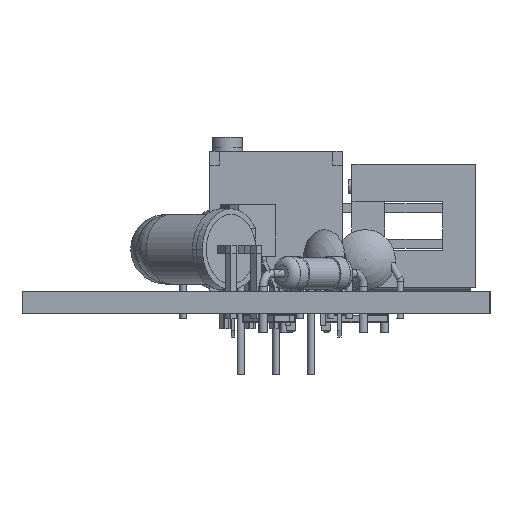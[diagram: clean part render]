
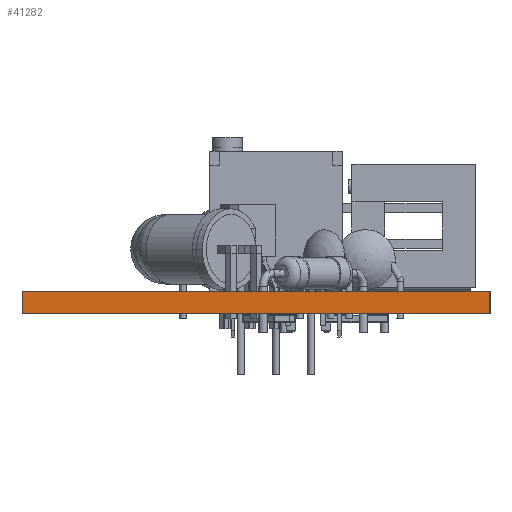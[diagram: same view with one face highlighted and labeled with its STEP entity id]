
A CAD part, left-side view. The second image highlights one B-rep face of the part: STEP entity #41282.
In plain terms, the highlighted planar face has unit normal (-1, 0, 0).
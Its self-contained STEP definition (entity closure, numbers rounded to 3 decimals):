
#41101 = PLANE('',#41102);
#41102 = AXIS2_PLACEMENT_3D('',#41103,#41104,#41105);
#41103 = CARTESIAN_POINT('',(215.862,-58.141,0.));
#41104 = DIRECTION('',(0.,-1.,0.));
#41105 = DIRECTION('',(-1.,0.,0.));
#41126 = VERTEX_POINT('',#41127);
#41127 = CARTESIAN_POINT('',(33.058,-58.141,1.58));
#41141 = PLANE('',#41142);
#41142 = AXIS2_PLACEMENT_3D('',#41143,#41144,#41145);
#41143 = CARTESIAN_POINT('',(124.46,-41.351,1.58));
#41144 = DIRECTION('',(-0.,-0.,-1.));
#41145 = DIRECTION('',(-1.,0.,0.));
#41153 = EDGE_CURVE('',#41154,#41126,#41156,.T.);
#41154 = VERTEX_POINT('',#41155);
#41155 = CARTESIAN_POINT('',(33.058,-58.141,0.));
#41156 = SURFACE_CURVE('',#41157,(#41161,#41168),.PCURVE_S1.);
#41157 = LINE('',#41158,#41159);
#41158 = CARTESIAN_POINT('',(33.058,-58.141,0.));
#41159 = VECTOR('',#41160,1.);
#41160 = DIRECTION('',(0.,0.,1.));
#41161 = PCURVE('',#41101,#41162);
#41162 = DEFINITIONAL_REPRESENTATION('',(#41163),#41167);
#41163 = LINE('',#41164,#41165);
#41164 = CARTESIAN_POINT('',(182.804,0.));
#41165 = VECTOR('',#41166,1.);
#41166 = DIRECTION('',(0.,-1.));
#41167 = ( GEOMETRIC_REPRESENTATION_CONTEXT(2) 
PARAMETRIC_REPRESENTATION_CONTEXT() REPRESENTATION_CONTEXT('2D SPACE',''
  ) );
#41168 = PCURVE('',#41169,#41174);
#41169 = PLANE('',#41170);
#41170 = AXIS2_PLACEMENT_3D('',#41171,#41172,#41173);
#41171 = CARTESIAN_POINT('',(33.058,-58.141,0.));
#41172 = DIRECTION('',(-1.,0.,0.));
#41173 = DIRECTION('',(0.,1.,0.));
#41174 = DEFINITIONAL_REPRESENTATION('',(#41175),#41179);
#41175 = LINE('',#41176,#41177);
#41176 = CARTESIAN_POINT('',(0.,0.));
#41177 = VECTOR('',#41178,1.);
#41178 = DIRECTION('',(0.,-1.));
#41179 = ( GEOMETRIC_REPRESENTATION_CONTEXT(2) 
PARAMETRIC_REPRESENTATION_CONTEXT() REPRESENTATION_CONTEXT('2D SPACE',''
  ) );
#41195 = PLANE('',#41196);
#41196 = AXIS2_PLACEMENT_3D('',#41197,#41198,#41199);
#41197 = CARTESIAN_POINT('',(124.46,-41.351,0.));
#41198 = DIRECTION('',(-0.,-0.,-1.));
#41199 = DIRECTION('',(-1.,0.,0.));
#41228 = PLANE('',#41229);
#41229 = AXIS2_PLACEMENT_3D('',#41230,#41231,#41232);
#41230 = CARTESIAN_POINT('',(33.058,-24.562,0.));
#41231 = DIRECTION('',(0.,1.,0.));
#41232 = DIRECTION('',(1.,0.,0.));
#41282 = ADVANCED_FACE('',(#41283),#41169,.T.);
#41283 = FACE_BOUND('',#41284,.T.);
#41284 = EDGE_LOOP('',(#41285,#41286,#41309,#41332));
#41285 = ORIENTED_EDGE('',*,*,#41153,.T.);
#41286 = ORIENTED_EDGE('',*,*,#41287,.T.);
#41287 = EDGE_CURVE('',#41126,#41288,#41290,.T.);
#41288 = VERTEX_POINT('',#41289);
#41289 = CARTESIAN_POINT('',(33.058,-24.562,1.58));
#41290 = SURFACE_CURVE('',#41291,(#41295,#41302),.PCURVE_S1.);
#41291 = LINE('',#41292,#41293);
#41292 = CARTESIAN_POINT('',(33.058,-58.141,1.58));
#41293 = VECTOR('',#41294,1.);
#41294 = DIRECTION('',(0.,1.,0.));
#41295 = PCURVE('',#41169,#41296);
#41296 = DEFINITIONAL_REPRESENTATION('',(#41297),#41301);
#41297 = LINE('',#41298,#41299);
#41298 = CARTESIAN_POINT('',(0.,-1.58));
#41299 = VECTOR('',#41300,1.);
#41300 = DIRECTION('',(1.,0.));
#41301 = ( GEOMETRIC_REPRESENTATION_CONTEXT(2) 
PARAMETRIC_REPRESENTATION_CONTEXT() REPRESENTATION_CONTEXT('2D SPACE',''
  ) );
#41302 = PCURVE('',#41141,#41303);
#41303 = DEFINITIONAL_REPRESENTATION('',(#41304),#41308);
#41304 = LINE('',#41305,#41306);
#41305 = CARTESIAN_POINT('',(91.402,-16.789));
#41306 = VECTOR('',#41307,1.);
#41307 = DIRECTION('',(0.,1.));
#41308 = ( GEOMETRIC_REPRESENTATION_CONTEXT(2) 
PARAMETRIC_REPRESENTATION_CONTEXT() REPRESENTATION_CONTEXT('2D SPACE',''
  ) );
#41309 = ORIENTED_EDGE('',*,*,#41310,.F.);
#41310 = EDGE_CURVE('',#41311,#41288,#41313,.T.);
#41311 = VERTEX_POINT('',#41312);
#41312 = CARTESIAN_POINT('',(33.058,-24.562,0.));
#41313 = SURFACE_CURVE('',#41314,(#41318,#41325),.PCURVE_S1.);
#41314 = LINE('',#41315,#41316);
#41315 = CARTESIAN_POINT('',(33.058,-24.562,0.));
#41316 = VECTOR('',#41317,1.);
#41317 = DIRECTION('',(0.,0.,1.));
#41318 = PCURVE('',#41169,#41319);
#41319 = DEFINITIONAL_REPRESENTATION('',(#41320),#41324);
#41320 = LINE('',#41321,#41322);
#41321 = CARTESIAN_POINT('',(33.579,0.));
#41322 = VECTOR('',#41323,1.);
#41323 = DIRECTION('',(0.,-1.));
#41324 = ( GEOMETRIC_REPRESENTATION_CONTEXT(2) 
PARAMETRIC_REPRESENTATION_CONTEXT() REPRESENTATION_CONTEXT('2D SPACE',''
  ) );
#41325 = PCURVE('',#41228,#41326);
#41326 = DEFINITIONAL_REPRESENTATION('',(#41327),#41331);
#41327 = LINE('',#41328,#41329);
#41328 = CARTESIAN_POINT('',(0.,0.));
#41329 = VECTOR('',#41330,1.);
#41330 = DIRECTION('',(0.,-1.));
#41331 = ( GEOMETRIC_REPRESENTATION_CONTEXT(2) 
PARAMETRIC_REPRESENTATION_CONTEXT() REPRESENTATION_CONTEXT('2D SPACE',''
  ) );
#41332 = ORIENTED_EDGE('',*,*,#41333,.F.);
#41333 = EDGE_CURVE('',#41154,#41311,#41334,.T.);
#41334 = SURFACE_CURVE('',#41335,(#41339,#41346),.PCURVE_S1.);
#41335 = LINE('',#41336,#41337);
#41336 = CARTESIAN_POINT('',(33.058,-58.141,0.));
#41337 = VECTOR('',#41338,1.);
#41338 = DIRECTION('',(0.,1.,0.));
#41339 = PCURVE('',#41169,#41340);
#41340 = DEFINITIONAL_REPRESENTATION('',(#41341),#41345);
#41341 = LINE('',#41342,#41343);
#41342 = CARTESIAN_POINT('',(0.,0.));
#41343 = VECTOR('',#41344,1.);
#41344 = DIRECTION('',(1.,0.));
#41345 = ( GEOMETRIC_REPRESENTATION_CONTEXT(2) 
PARAMETRIC_REPRESENTATION_CONTEXT() REPRESENTATION_CONTEXT('2D SPACE',''
  ) );
#41346 = PCURVE('',#41195,#41347);
#41347 = DEFINITIONAL_REPRESENTATION('',(#41348),#41352);
#41348 = LINE('',#41349,#41350);
#41349 = CARTESIAN_POINT('',(91.402,-16.789));
#41350 = VECTOR('',#41351,1.);
#41351 = DIRECTION('',(0.,1.));
#41352 = ( GEOMETRIC_REPRESENTATION_CONTEXT(2) 
PARAMETRIC_REPRESENTATION_CONTEXT() REPRESENTATION_CONTEXT('2D SPACE',''
  ) );
